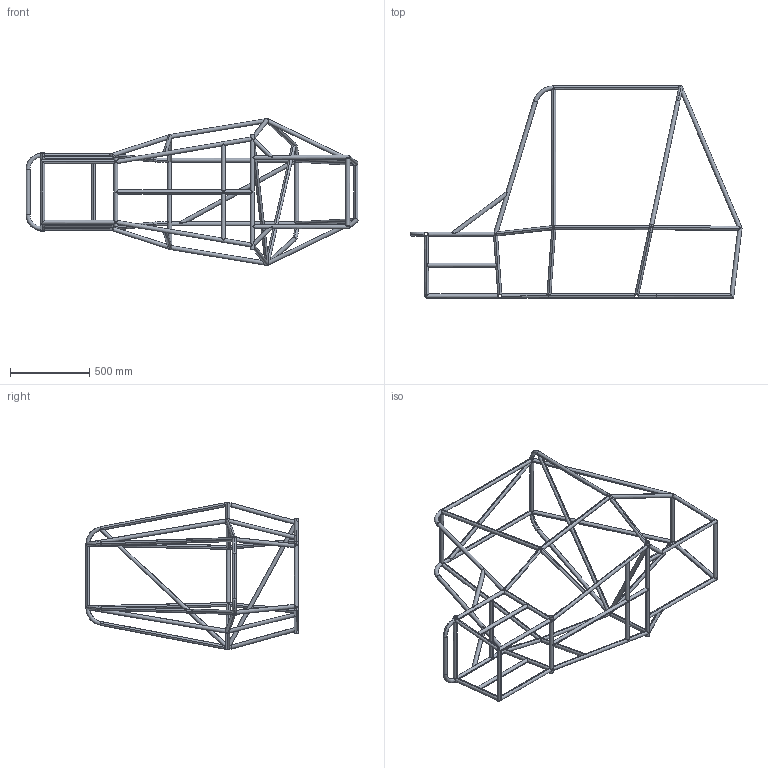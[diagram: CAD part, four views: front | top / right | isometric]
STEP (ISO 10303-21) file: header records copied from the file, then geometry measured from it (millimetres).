
FILE_DESCRIPTION (( 'STEP AP203' ), '1' );
FILE_NAME ('Rollcage 2 - Copy.STEP', '2024-07-14T18:13:38', ( '' ), ( '' ), 'SwSTEP 2.0', 'SolidWorks 2024', '' );
FILE_SCHEMA (( 'CONFIG_CONTROL_DESIGN' ));
Length unit declared in the file: millimetre
Products named in the file (1): Rollcage 2 - Copy
Bounding box: 2090.4 x 1336.12 x 925.26 mm (x, y, z)
Volume: 3236965.7 mm3; surface area: 4829406.3 mm2
Topology: 53 solids, 53 shells, 489 faces, 1326 edges, 892 vertices
Faces by surface type: cylinder 392, torus 63, plane 30, bspline 4
Entity records: 24818 total; most frequent: CARTESIAN_POINT 14289, ORIENTED_EDGE 2652, DIRECTION 1638, EDGE_CURVE 1326, VERTEX_POINT 892, AXIS2_PLACEMENT_3D 684, EDGE_LOOP 538, ADVANCED_FACE 489
